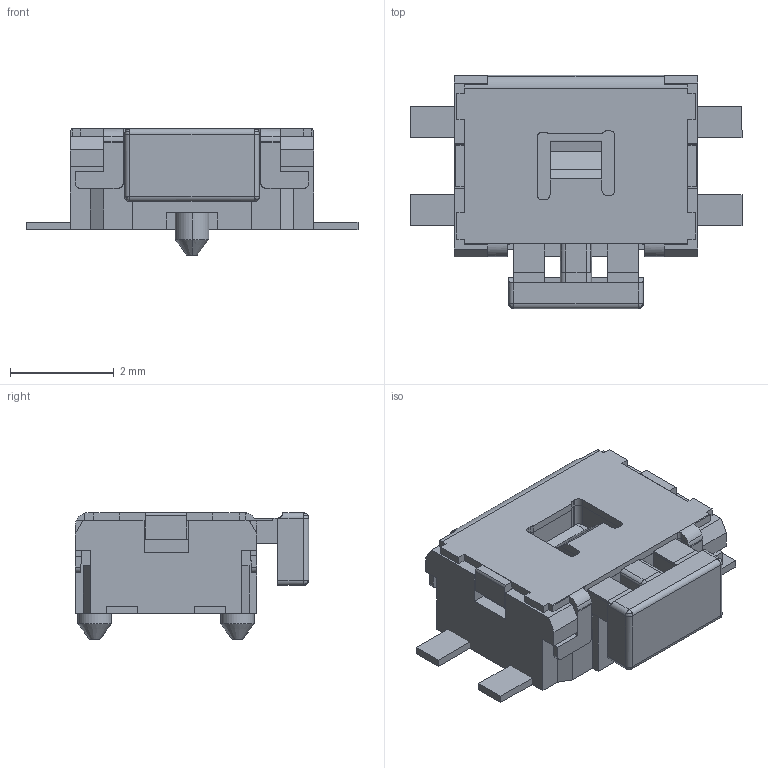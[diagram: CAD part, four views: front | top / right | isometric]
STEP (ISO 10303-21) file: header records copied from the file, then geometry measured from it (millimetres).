
FILE_DESCRIPTION (( 'STEP AP214' ), '1' );
FILE_NAME ('EVQ-PUC02K.STEP', '2024-04-11T18:16:24', ( '' ), ( '' ), 'SwSTEP 2.0', 'SolidWorks 2016', '' );
FILE_SCHEMA (( 'AUTOMOTIVE_DESIGN' ));
Length unit declared in the file: millimetre
Products named in the file (12): EVQ-PUC02K; 1; Panasonic Logo; EVQPU-KB-02K; 8; 7; 6; 5; 4; 3; 2
Assembly tree (11 placements, depth 3):
  EVQ-PUC02K
    1
      1
      2
      3
      4
      5
      6
      7
      8
      EVQPU-KB-02K
      Panasonic Logo
Bounding box: 6.4 x 4.5 x 2.44 mm (x, y, z)
Volume: 31.5 mm3; surface area: 143.6 mm2
Topology: 27 solids, 33 shells, 605 faces, 1592 edges, 1047 vertices
Faces by surface type: plane 409, bspline 136, cylinder 56, cone 4
Entity records: 26538 total; most frequent: CARTESIAN_POINT 5139, ORIENTED_EDGE 3168, DIRECTION 2414, EDGE_CURVE 1584, LINE 1190, VECTOR 1190, VERTEX_POINT 1047, UNCERTAINTY_MEASURE_WITH_UNIT 654
